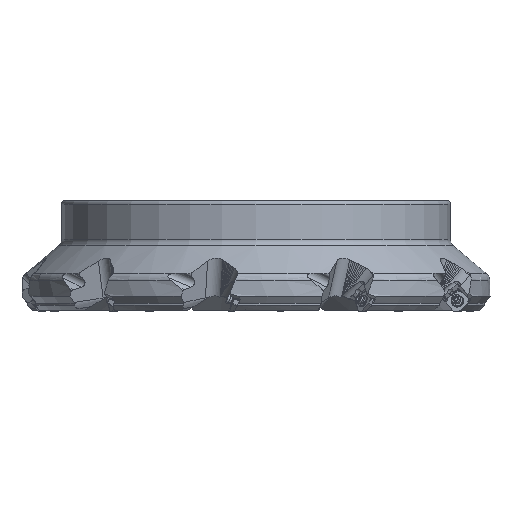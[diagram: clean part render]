
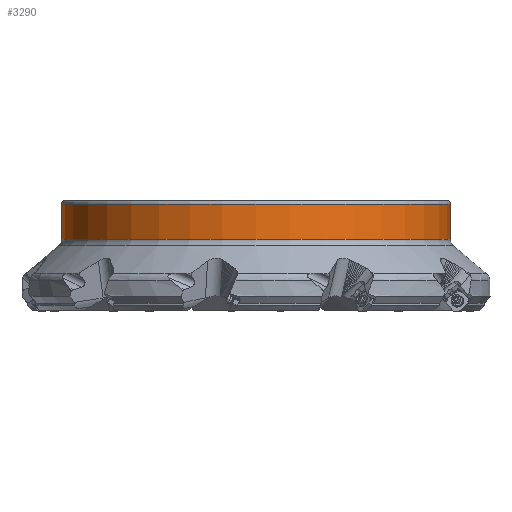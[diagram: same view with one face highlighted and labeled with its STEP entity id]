
A CAD part, front view. The second image highlights one B-rep face of the part: STEP entity #3290.
In plain terms, the highlighted cylindrical face has radius 110 mm (diameter 220 mm), a partial arc.
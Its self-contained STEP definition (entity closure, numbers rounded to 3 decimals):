
#571=CYLINDRICAL_SURFACE('',#32029,110.);
#1715=FACE_OUTER_BOUND('',#6899,.T.);
#3290=ADVANCED_FACE('',(#1715),#571,.T.);
#6899=EDGE_LOOP('',(#14747,#14748,#14749,#14750));
#8626=LINE('',#51581,#10460);
#8627=LINE('',#51585,#10461);
#10460=VECTOR('',#37044,1.);
#10461=VECTOR('',#37047,1.);
#14747=ORIENTED_EDGE('',*,*,#25535,.T.);
#14748=ORIENTED_EDGE('',*,*,#25536,.F.);
#14749=ORIENTED_EDGE('',*,*,#25537,.T.);
#14750=ORIENTED_EDGE('',*,*,#25538,.F.);
#22087=VERTEX_POINT('',#51574);
#22088=VERTEX_POINT('',#51575);
#22089=VERTEX_POINT('',#51582);
#22090=VERTEX_POINT('',#51584);
#25535=EDGE_CURVE('',#22088,#22087,#28881,.T.);
#25536=EDGE_CURVE('',#22089,#22087,#8626,.T.);
#25537=EDGE_CURVE('',#22089,#22090,#28882,.T.);
#25538=EDGE_CURVE('',#22088,#22090,#8627,.T.);
#28881=CIRCLE('',#32026,110.);
#28882=CIRCLE('',#32028,110.);
#32026=AXIS2_PLACEMENT_3D('',#51579,#37040,#37041);
#32028=AXIS2_PLACEMENT_3D('',#51583,#37045,#37046);
#32029=AXIS2_PLACEMENT_3D('',#51586,#37048,#37049);
#37040=DIRECTION('',(0.,0.,-1.));
#37041=DIRECTION('',(1.,0.,0.));
#37044=DIRECTION('',(0.,0.,1.));
#37045=DIRECTION('',(0.,0.,1.));
#37046=DIRECTION('',(-1.,0.,0.));
#37047=DIRECTION('',(0.,0.,-1.));
#37048=DIRECTION('',(0.,0.,-1.));
#37049=DIRECTION('',(1.,0.,0.));
#51574=CARTESIAN_POINT('',(-110.,0.,-2.));
#51575=CARTESIAN_POINT('',(110.,0.,-2.));
#51579=CARTESIAN_POINT('',(0.,0.,-2.));
#51581=CARTESIAN_POINT('',(-110.,0.,-21.829));
#51582=CARTESIAN_POINT('',(-110.,0.,-21.829));
#51583=CARTESIAN_POINT('',(0.,0.,-21.829));
#51584=CARTESIAN_POINT('',(110.,0.,-21.829));
#51585=CARTESIAN_POINT('',(110.,0.,-2.));
#51586=CARTESIAN_POINT('',(0.,0.,-1.603));
